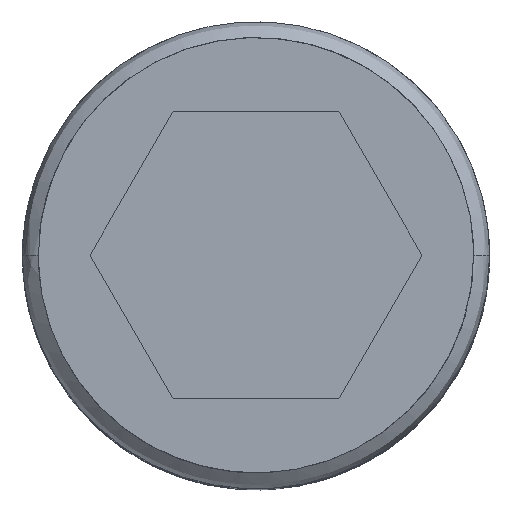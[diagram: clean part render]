
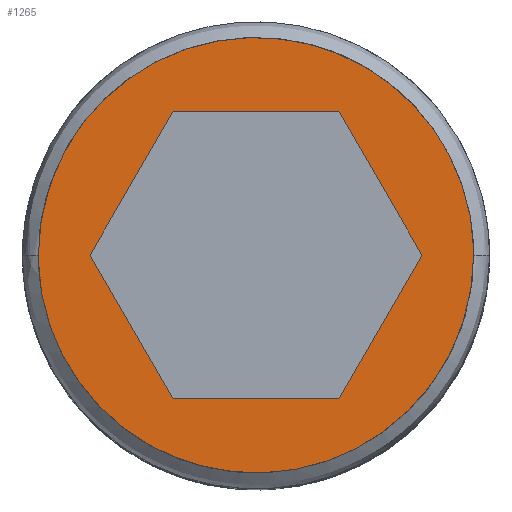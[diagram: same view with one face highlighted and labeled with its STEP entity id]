
A CAD part, top view. The second image highlights one B-rep face of the part: STEP entity #1265.
In plain terms, the highlighted planar face has unit normal (0, 0, 1).
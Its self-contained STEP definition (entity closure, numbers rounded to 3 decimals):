
#803=(
BOUNDED_CURVE()
B_SPLINE_CURVE(2,(#12191,#12192,#12193,#12194,#12195,#12196,#12197,#12198,
#12199),.UNSPECIFIED.,.T.,.F.)
B_SPLINE_CURVE_WITH_KNOTS((3,2,2,2,3),(0.,10.352,20.703,
31.055,41.406),.UNSPECIFIED.)
CURVE()
GEOMETRIC_REPRESENTATION_ITEM()
RATIONAL_B_SPLINE_CURVE((1.,0.707,1.,0.707,1.,0.707,
1.,0.707,1.))
REPRESENTATION_ITEM('')
);
#1265=ADVANCED_FACE('',(#1613),#11042,.T.);
#1613=FACE_OUTER_BOUND('',#1961,.T.);
#1961=EDGE_LOOP('',(#2433));
#2433=ORIENTED_EDGE('',*,*,#4702,.T.);
#4702=EDGE_CURVE('',#8783,#8783,#803,.T.);
#8783=VERTEX_POINT('',#12190);
#11042=PLANE('',#11464);
#11464=AXIS2_PLACEMENT_3D('',#12189,#11802,$);
#11802=DIRECTION('',(0.,0.,1.));
#12189=CARTESIAN_POINT('',(-12.932,-12.932,33.247));
#12190=CARTESIAN_POINT('',(7.396,-5.283,33.247));
#12191=CARTESIAN_POINT('',(7.396,-5.283,33.247));
#12192=CARTESIAN_POINT('',(12.678,2.113,33.247));
#12193=CARTESIAN_POINT('',(5.283,7.396,33.247));
#12194=CARTESIAN_POINT('',(-2.113,12.678,33.247));
#12195=CARTESIAN_POINT('',(-7.396,5.283,33.247));
#12196=CARTESIAN_POINT('',(-12.678,-2.113,33.247));
#12197=CARTESIAN_POINT('',(-5.283,-7.396,33.247));
#12198=CARTESIAN_POINT('',(2.113,-12.678,33.247));
#12199=CARTESIAN_POINT('',(7.396,-5.283,33.247));
